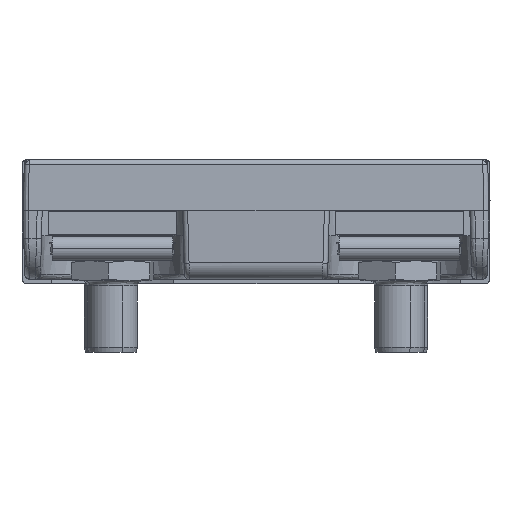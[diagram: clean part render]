
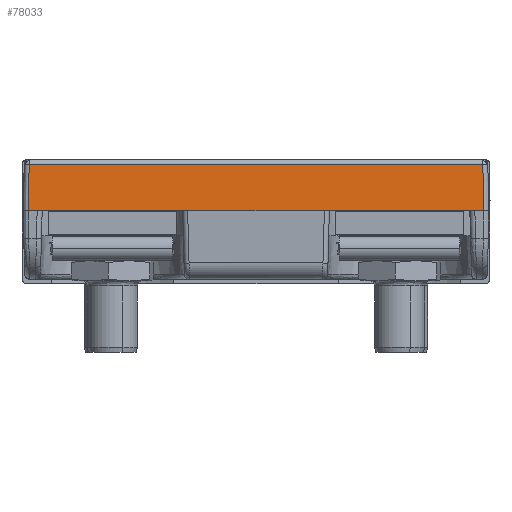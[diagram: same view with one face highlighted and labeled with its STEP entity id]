
A CAD part, left-side view. The second image highlights one B-rep face of the part: STEP entity #78033.
In plain terms, the highlighted planar face has unit normal (-1, 0, 0.026).
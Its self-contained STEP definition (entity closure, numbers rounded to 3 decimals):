
#951 = FACE_OUTER_BOUND ( 'NONE', #16982, .T. ) ;
#4489 = VERTEX_POINT ( 'NONE', #12693 ) ;
#4611 = CARTESIAN_POINT ( 'NONE',  ( -4.491, -80.453, -62.631 ) ) ;
#5042 = VECTOR ( 'NONE', #28075, 1000. ) ;
#7734 = ORIENTED_EDGE ( 'NONE', *, *, #65728, .F. ) ;
#9587 = EDGE_CURVE ( 'NONE', #4489, #23622, #74085, .T. ) ;
#9936 = VERTEX_POINT ( 'NONE', #75232 ) ;
#9956 = ORIENTED_EDGE ( 'NONE', *, *, #37881, .F. ) ;
#12693 = CARTESIAN_POINT ( 'NONE',  ( -4.399, -114.294, -59.116 ) ) ;
#13580 = VECTOR ( 'NONE', #50654, 1000. ) ;
#14775 = ORIENTED_EDGE ( 'NONE', *, *, #9587, .F. ) ;
#15611 = CARTESIAN_POINT ( 'NONE',  ( -4.491, -114.386, -62.631 ) ) ;
#16520 = VECTOR ( 'NONE', #46781, 1000. ) ;
#16982 = EDGE_LOOP ( 'NONE', ( #25754, #9956, #58024, #90873, #14775, #7734, #50219, #17445 ) ) ;
#17445 = ORIENTED_EDGE ( 'NONE', *, *, #25006, .T. ) ;
#23151 = CARTESIAN_POINT ( 'NONE',  ( -4.399, -114.294, -59.116 ) ) ;
#23622 = VERTEX_POINT ( 'NONE', #15611 ) ;
#24332 = CARTESIAN_POINT ( 'NONE',  ( -4.491, -91.883, -62.631 ) ) ;
#25006 = EDGE_CURVE ( 'NONE', #77009, #69088, #71212, .T. ) ;
#25754 = ORIENTED_EDGE ( 'NONE', *, *, #32605, .F. ) ;
#27814 = EDGE_CURVE ( 'NONE', #77009, #30766, #100261, .T. ) ;
#28075 = DIRECTION ( 'NONE',  ( 0., -1., 0. ) ) ;
#29075 = EDGE_CURVE ( 'NONE', #23622, #9936, #55631, .T. ) ;
#29389 = DIRECTION ( 'NONE',  ( 1., 0., -0.026 ) ) ;
#30766 = VERTEX_POINT ( 'NONE', #59560 ) ;
#31767 = DIRECTION ( 'NONE',  ( 0., 1., 0. ) ) ;
#32605 = EDGE_CURVE ( 'NONE', #67809, #69088, #44353, .T. ) ;
#33377 = DIRECTION ( 'NONE',  ( 0., 1., 0. ) ) ;
#34059 = CARTESIAN_POINT ( 'NONE',  ( -4.491, -92.513, -62.631 ) ) ;
#37881 = EDGE_CURVE ( 'NONE', #76271, #67809, #71119, .T. ) ;
#39383 = DIRECTION ( 'NONE',  ( 0.026, -0.026, 0.999 ) ) ;
#41605 = LINE ( 'NONE', #34059, #91898 ) ;
#43813 = CARTESIAN_POINT ( 'NONE',  ( -4.491, -92.513, -62.631 ) ) ;
#44353 = LINE ( 'NONE', #63375, #51730 ) ;
#44817 = CARTESIAN_POINT ( 'NONE',  ( -4.491, -101.632, -62.631 ) ) ;
#45814 = DIRECTION ( 'NONE',  ( 0., 1., 0. ) ) ;
#46781 = DIRECTION ( 'NONE',  ( -0.026, -0.026, -0.999 ) ) ;
#50219 = ORIENTED_EDGE ( 'NONE', *, *, #27814, .F. ) ;
#50654 = DIRECTION ( 'NONE',  ( 0., -1., 0. ) ) ;
#51730 = VECTOR ( 'NONE', #31767, 1000. ) ;
#55631 = LINE ( 'NONE', #44817, #76425 ) ;
#58024 = ORIENTED_EDGE ( 'NONE', *, *, #85098, .F. ) ;
#59560 = CARTESIAN_POINT ( 'NONE',  ( -4.399, -79.852, -59.116 ) ) ;
#60985 = CARTESIAN_POINT ( 'NONE',  ( -4.491, -92.513, -62.631 ) ) ;
#63049 = CARTESIAN_POINT ( 'NONE',  ( -4.542, -92.513, -64.562 ) ) ;
#63375 = CARTESIAN_POINT ( 'NONE',  ( -4.491, -92.513, -62.631 ) ) ;
#63455 = CARTESIAN_POINT ( 'NONE',  ( -4.491, -79.76, -62.631 ) ) ;
#65728 = EDGE_CURVE ( 'NONE', #30766, #4489, #79910, .T. ) ;
#65789 = VECTOR ( 'NONE', #39383, 1000. ) ;
#67809 = VERTEX_POINT ( 'NONE', #24332 ) ;
#67858 = CARTESIAN_POINT ( 'NONE',  ( -4.399, -111.739, -59.116 ) ) ;
#68180 = PLANE ( 'NONE',  #95942 ) ;
#69088 = VERTEX_POINT ( 'NONE', #4611 ) ;
#70259 = CARTESIAN_POINT ( 'NONE',  ( -4.491, -79.76, -62.631 ) ) ;
#71119 = LINE ( 'NONE', #60985, #87116 ) ;
#71212 = LINE ( 'NONE', #43813, #13580 ) ;
#74085 = LINE ( 'NONE', #23151, #16520 ) ;
#75232 = CARTESIAN_POINT ( 'NONE',  ( -4.491, -113.692, -62.631 ) ) ;
#76271 = VERTEX_POINT ( 'NONE', #86207 ) ;
#76425 = VECTOR ( 'NONE', #45814, 1000. ) ;
#77009 = VERTEX_POINT ( 'NONE', #63455 ) ;
#78033 = ADVANCED_FACE ( 'NONE', ( #951 ), #68180, .F. ) ;
#79910 = LINE ( 'NONE', #67858, #5042 ) ;
#85098 = EDGE_CURVE ( 'NONE', #9936, #76271, #41605, .T. ) ;
#86207 = CARTESIAN_POINT ( 'NONE',  ( -4.491, -102.263, -62.631 ) ) ;
#87116 = VECTOR ( 'NONE', #100838, 1000. ) ;
#90873 = ORIENTED_EDGE ( 'NONE', *, *, #29075, .F. ) ;
#91863 = DIRECTION ( 'NONE',  ( -0.026, 0., -1. ) ) ;
#91898 = VECTOR ( 'NONE', #33377, 1000. ) ;
#95942 = AXIS2_PLACEMENT_3D ( 'NONE', #63049, #29389, #91863 ) ;
#100261 = LINE ( 'NONE', #70259, #65789 ) ;
#100838 = DIRECTION ( 'NONE',  ( 0., 1., 0. ) ) ;
